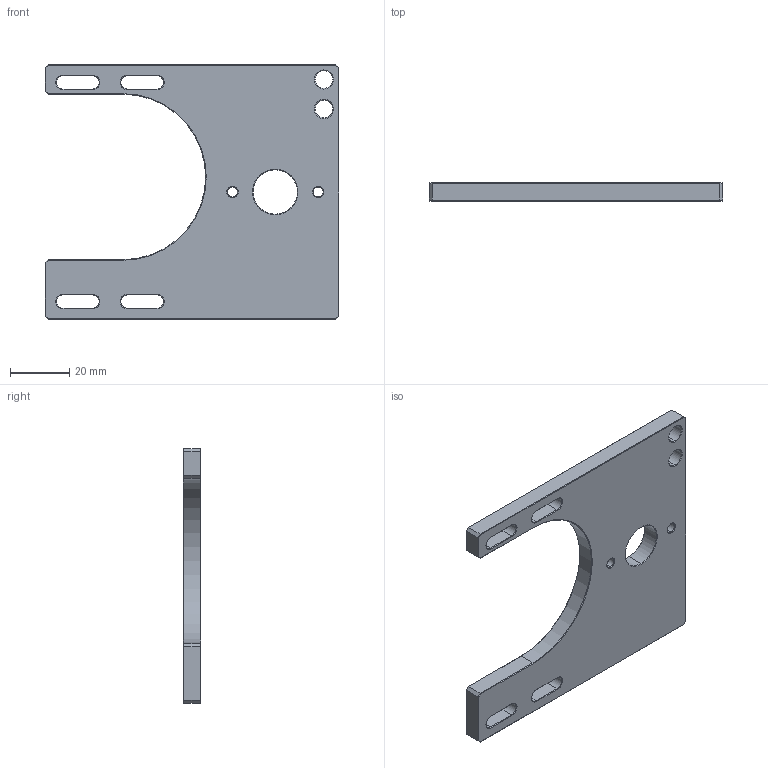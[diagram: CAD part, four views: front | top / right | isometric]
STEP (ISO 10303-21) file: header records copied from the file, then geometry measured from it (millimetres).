
FILE_DESCRIPTION (( 'STEP AP214' ), '1' );
FILE_NAME ('Motor Plate.STEP', '2023-07-06T05:16:36', ( '' ), ( '' ), 'SwSTEP 2.0', 'SolidWorks 2021', '' );
FILE_SCHEMA (( 'AUTOMOTIVE_DESIGN' ));
Length unit declared in the file: millimetre
Products named in the file (1): Motor Plate
Bounding box: 99.37 x 6 x 86.2 mm (x, y, z)
Volume: 32004.8 mm3; surface area: 14783.6 mm2
Topology: 1 solids, 1 shells, 132 faces, 300 edges, 172 vertices
Faces by surface type: plane 67, cone 42, cylinder 23
Entity records: 3670 total; most frequent: DIRECTION 654, CARTESIAN_POINT 605, ORIENTED_EDGE 600, EDGE_CURVE 300, AXIS2_PLACEMENT_3D 221, VECTOR 212, LINE 212, VERTEX_POINT 172
